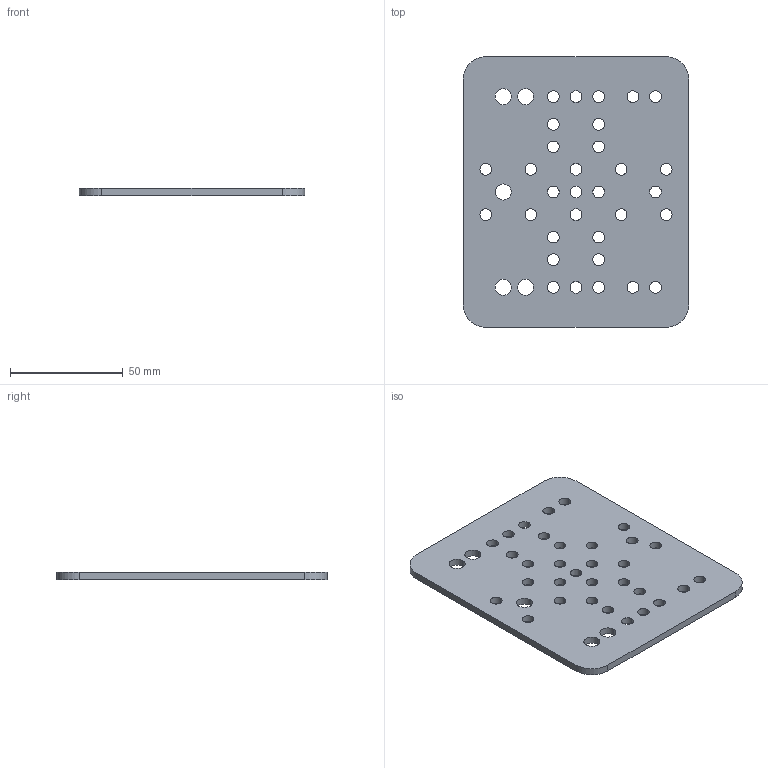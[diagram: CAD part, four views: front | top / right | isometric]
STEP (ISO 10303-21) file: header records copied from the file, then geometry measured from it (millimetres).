
FILE_DESCRIPTION (( 'STEP AP214' ), '1' );
FILE_NAME ('OpenRail Universal Gantry Plate - 40mm.step', '2015-01-21T14:43:39', ( 'Mark' ), ( '' ), 'SwSTEP 2.0', 'SolidWorks 2013', '' );
FILE_SCHEMA (( 'AUTOMOTIVE_DESIGN' ));
Length unit declared in the file: millimetre
Products named in the file (1): OpenRail Universal Gantry Plate - 40mm
Bounding box: 100 x 120 x 3.2 mm (x, y, z)
Volume: 35317.2 mm3; surface area: 25456 mm2
Topology: 1 solids, 1 shells, 84 faces, 246 edges, 164 vertices
Faces by surface type: cylinder 78, plane 6
Entity records: 3068 total; most frequent: DIRECTION 572, CARTESIAN_POINT 495, ORIENTED_EDGE 492, EDGE_CURVE 246, AXIS2_PLACEMENT_3D 241, VERTEX_POINT 164, EDGE_LOOP 158, CIRCLE 156
